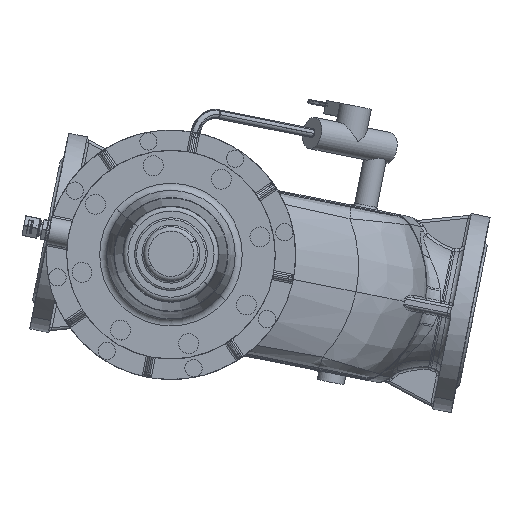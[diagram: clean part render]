
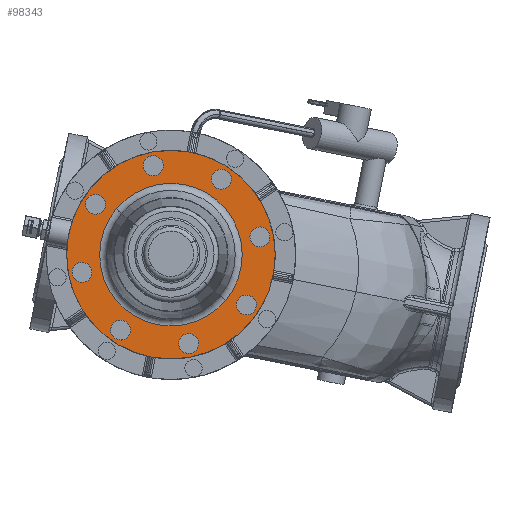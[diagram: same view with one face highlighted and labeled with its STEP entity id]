
A CAD part, top view. The second image highlights one B-rep face of the part: STEP entity #98343.
In plain terms, the highlighted planar face has unit normal (0, 0, 1).
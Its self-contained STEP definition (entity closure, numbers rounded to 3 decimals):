
#97883=CARTESIAN_POINT('Vertex',(100.922,-55.134,402.)) ;
#97886=CARTESIAN_POINT('Axis2P3D Location',(0.,0.,402.)) ;
#97890=CARTESIAN_POINT('Vertex',(-100.922,55.134,402.)) ;
#97911=CARTESIAN_POINT('Axis2P3D Location',(0.,0.,402.)) ;
#98172=CARTESIAN_POINT('Axis2P3D Location',(78.639,0.,402.)) ;
#98181=CARTESIAN_POINT('Axis2P3D Location',(92.388,38.268,402.)) ;
#98185=CARTESIAN_POINT('Vertex',(103.388,38.268,402.)) ;
#98187=CARTESIAN_POINT('Vertex',(81.388,38.268,402.)) ;
#98190=CARTESIAN_POINT('Axis2P3D Location',(92.388,38.268,402.)) ;
#98199=CARTESIAN_POINT('Axis2P3D Location',(0.,0.,402.)) ;
#98203=CARTESIAN_POINT('Vertex',(-69.012,37.701,402.)) ;
#98205=CARTESIAN_POINT('Vertex',(69.012,-37.701,402.)) ;
#98208=CARTESIAN_POINT('Axis2P3D Location',(0.,0.,402.)) ;
#98217=CARTESIAN_POINT('Axis2P3D Location',(92.388,-38.268,402.)) ;
#98221=CARTESIAN_POINT('Vertex',(84.61,-30.49,402.)) ;
#98223=CARTESIAN_POINT('Vertex',(100.166,-46.047,402.)) ;
#98226=CARTESIAN_POINT('Axis2P3D Location',(92.388,-38.268,402.)) ;
#98235=CARTESIAN_POINT('Axis2P3D Location',(38.268,-92.388,402.)) ;
#98239=CARTESIAN_POINT('Vertex',(38.268,-81.388,402.)) ;
#98241=CARTESIAN_POINT('Vertex',(38.268,-103.388,402.)) ;
#98244=CARTESIAN_POINT('Axis2P3D Location',(38.268,-92.388,402.)) ;
#98253=CARTESIAN_POINT('Axis2P3D Location',(-38.268,-92.388,402.)) ;
#98257=CARTESIAN_POINT('Vertex',(-30.49,-84.61,402.)) ;
#98259=CARTESIAN_POINT('Vertex',(-46.047,-100.166,402.)) ;
#98262=CARTESIAN_POINT('Axis2P3D Location',(-38.268,-92.388,402.)) ;
#98271=CARTESIAN_POINT('Axis2P3D Location',(-92.388,-38.268,402.)) ;
#98275=CARTESIAN_POINT('Vertex',(-81.388,-38.268,402.)) ;
#98277=CARTESIAN_POINT('Vertex',(-103.388,-38.268,402.)) ;
#98280=CARTESIAN_POINT('Axis2P3D Location',(-92.388,-38.268,402.)) ;
#98289=CARTESIAN_POINT('Axis2P3D Location',(-92.388,38.268,402.)) ;
#98293=CARTESIAN_POINT('Vertex',(-84.61,30.49,402.)) ;
#98295=CARTESIAN_POINT('Vertex',(-100.166,46.047,402.)) ;
#98298=CARTESIAN_POINT('Axis2P3D Location',(-92.388,38.268,402.)) ;
#98307=CARTESIAN_POINT('Axis2P3D Location',(-38.268,92.388,402.)) ;
#98311=CARTESIAN_POINT('Vertex',(-38.268,81.388,402.)) ;
#98313=CARTESIAN_POINT('Vertex',(-38.268,103.388,402.)) ;
#98316=CARTESIAN_POINT('Axis2P3D Location',(-38.268,92.388,402.)) ;
#98325=CARTESIAN_POINT('Axis2P3D Location',(38.268,92.388,402.)) ;
#98329=CARTESIAN_POINT('Vertex',(30.49,84.61,402.)) ;
#98331=CARTESIAN_POINT('Vertex',(46.047,100.166,402.)) ;
#98334=CARTESIAN_POINT('Axis2P3D Location',(38.268,92.388,402.)) ;
#97887=DIRECTION('Axis2P3D Direction',(0.,0.,-1.)) ;
#97912=DIRECTION('Axis2P3D Direction',(0.,0.,-1.)) ;
#98173=DIRECTION('Axis2P3D Direction',(-0.,-0.,-1.)) ;
#98174=DIRECTION('Axis2P3D XDirection',(0.,-1.,0.)) ;
#98182=DIRECTION('Axis2P3D Direction',(-0.,-0.,-1.)) ;
#98191=DIRECTION('Axis2P3D Direction',(-0.,-0.,-1.)) ;
#98200=DIRECTION('Axis2P3D Direction',(-0.,-0.,-1.)) ;
#98209=DIRECTION('Axis2P3D Direction',(-0.,-0.,-1.)) ;
#98218=DIRECTION('Axis2P3D Direction',(-0.,-0.,-1.)) ;
#98227=DIRECTION('Axis2P3D Direction',(-0.,-0.,-1.)) ;
#98236=DIRECTION('Axis2P3D Direction',(-0.,-0.,-1.)) ;
#98245=DIRECTION('Axis2P3D Direction',(-0.,-0.,-1.)) ;
#98254=DIRECTION('Axis2P3D Direction',(-0.,-0.,-1.)) ;
#98263=DIRECTION('Axis2P3D Direction',(-0.,-0.,-1.)) ;
#98272=DIRECTION('Axis2P3D Direction',(-0.,-0.,-1.)) ;
#98281=DIRECTION('Axis2P3D Direction',(-0.,-0.,-1.)) ;
#98290=DIRECTION('Axis2P3D Direction',(-0.,-0.,-1.)) ;
#98299=DIRECTION('Axis2P3D Direction',(-0.,-0.,-1.)) ;
#98308=DIRECTION('Axis2P3D Direction',(-0.,-0.,-1.)) ;
#98317=DIRECTION('Axis2P3D Direction',(-0.,-0.,-1.)) ;
#98326=DIRECTION('Axis2P3D Direction',(-0.,-0.,-1.)) ;
#98335=DIRECTION('Axis2P3D Direction',(-0.,-0.,-1.)) ;
#97888=AXIS2_PLACEMENT_3D('Circle Axis2P3D',#97886,#97887,$) ;
#97913=AXIS2_PLACEMENT_3D('Circle Axis2P3D',#97911,#97912,$) ;
#98175=AXIS2_PLACEMENT_3D('Plane Axis2P3D',#98172,#98173,#98174) ;
#98183=AXIS2_PLACEMENT_3D('Circle Axis2P3D',#98181,#98182,$) ;
#98192=AXIS2_PLACEMENT_3D('Circle Axis2P3D',#98190,#98191,$) ;
#98201=AXIS2_PLACEMENT_3D('Circle Axis2P3D',#98199,#98200,$) ;
#98210=AXIS2_PLACEMENT_3D('Circle Axis2P3D',#98208,#98209,$) ;
#98219=AXIS2_PLACEMENT_3D('Circle Axis2P3D',#98217,#98218,$) ;
#98228=AXIS2_PLACEMENT_3D('Circle Axis2P3D',#98226,#98227,$) ;
#98237=AXIS2_PLACEMENT_3D('Circle Axis2P3D',#98235,#98236,$) ;
#98246=AXIS2_PLACEMENT_3D('Circle Axis2P3D',#98244,#98245,$) ;
#98255=AXIS2_PLACEMENT_3D('Circle Axis2P3D',#98253,#98254,$) ;
#98264=AXIS2_PLACEMENT_3D('Circle Axis2P3D',#98262,#98263,$) ;
#98273=AXIS2_PLACEMENT_3D('Circle Axis2P3D',#98271,#98272,$) ;
#98282=AXIS2_PLACEMENT_3D('Circle Axis2P3D',#98280,#98281,$) ;
#98291=AXIS2_PLACEMENT_3D('Circle Axis2P3D',#98289,#98290,$) ;
#98300=AXIS2_PLACEMENT_3D('Circle Axis2P3D',#98298,#98299,$) ;
#98309=AXIS2_PLACEMENT_3D('Circle Axis2P3D',#98307,#98308,$) ;
#98318=AXIS2_PLACEMENT_3D('Circle Axis2P3D',#98316,#98317,$) ;
#98327=AXIS2_PLACEMENT_3D('Circle Axis2P3D',#98325,#98326,$) ;
#98336=AXIS2_PLACEMENT_3D('Circle Axis2P3D',#98334,#98335,$) ;
#98178=ORIENTED_EDGE('',*,*,#97892,.F.) ;
#98179=ORIENTED_EDGE('',*,*,#97915,.F.) ;
#98196=ORIENTED_EDGE('',*,*,#98189,.T.) ;
#98197=ORIENTED_EDGE('',*,*,#98194,.T.) ;
#98214=ORIENTED_EDGE('',*,*,#98207,.T.) ;
#98215=ORIENTED_EDGE('',*,*,#98212,.T.) ;
#98232=ORIENTED_EDGE('',*,*,#98225,.T.) ;
#98233=ORIENTED_EDGE('',*,*,#98230,.T.) ;
#98250=ORIENTED_EDGE('',*,*,#98243,.T.) ;
#98251=ORIENTED_EDGE('',*,*,#98248,.T.) ;
#98268=ORIENTED_EDGE('',*,*,#98261,.T.) ;
#98269=ORIENTED_EDGE('',*,*,#98266,.T.) ;
#98286=ORIENTED_EDGE('',*,*,#98279,.T.) ;
#98287=ORIENTED_EDGE('',*,*,#98284,.T.) ;
#98304=ORIENTED_EDGE('',*,*,#98297,.T.) ;
#98305=ORIENTED_EDGE('',*,*,#98302,.T.) ;
#98322=ORIENTED_EDGE('',*,*,#98315,.T.) ;
#98323=ORIENTED_EDGE('',*,*,#98320,.T.) ;
#98340=ORIENTED_EDGE('',*,*,#98333,.T.) ;
#98341=ORIENTED_EDGE('',*,*,#98338,.T.) ;
#98198=FACE_BOUND('',#98195,.T.) ;
#98216=FACE_BOUND('',#98213,.T.) ;
#98234=FACE_BOUND('',#98231,.T.) ;
#98252=FACE_BOUND('',#98249,.T.) ;
#98270=FACE_BOUND('',#98267,.T.) ;
#98288=FACE_BOUND('',#98285,.T.) ;
#98306=FACE_BOUND('',#98303,.T.) ;
#98324=FACE_BOUND('',#98321,.T.) ;
#98342=FACE_BOUND('',#98339,.T.) ;
#98343=ADVANCED_FACE('Brep With Voids',(#98180,#98198,#98216,#98234,#98252,#98270,#98288,#98306,#98324,#98342),#98176,.F.) ;
#97889=CIRCLE('generated circle',#97888,115.) ;
#97914=CIRCLE('generated circle',#97913,115.) ;
#98184=CIRCLE('generated circle',#98183,11.) ;
#98193=CIRCLE('generated circle',#98192,11.) ;
#98202=CIRCLE('generated circle',#98201,78.639) ;
#98211=CIRCLE('generated circle',#98210,78.639) ;
#98220=CIRCLE('generated circle',#98219,11.) ;
#98229=CIRCLE('generated circle',#98228,11.) ;
#98238=CIRCLE('generated circle',#98237,11.) ;
#98247=CIRCLE('generated circle',#98246,11.) ;
#98256=CIRCLE('generated circle',#98255,11.) ;
#98265=CIRCLE('generated circle',#98264,11.) ;
#98274=CIRCLE('generated circle',#98273,11.) ;
#98283=CIRCLE('generated circle',#98282,11.) ;
#98292=CIRCLE('generated circle',#98291,11.) ;
#98301=CIRCLE('generated circle',#98300,11.) ;
#98310=CIRCLE('generated circle',#98309,11.) ;
#98319=CIRCLE('generated circle',#98318,11.) ;
#98328=CIRCLE('generated circle',#98327,11.) ;
#98337=CIRCLE('generated circle',#98336,11.) ;
#97892=EDGE_CURVE('',#97884,#97891,#97889,.T.) ;
#97915=EDGE_CURVE('',#97891,#97884,#97914,.T.) ;
#98189=EDGE_CURVE('',#98186,#98188,#98184,.T.) ;
#98194=EDGE_CURVE('',#98188,#98186,#98193,.T.) ;
#98207=EDGE_CURVE('',#98204,#98206,#98202,.T.) ;
#98212=EDGE_CURVE('',#98206,#98204,#98211,.T.) ;
#98225=EDGE_CURVE('',#98222,#98224,#98220,.T.) ;
#98230=EDGE_CURVE('',#98224,#98222,#98229,.T.) ;
#98243=EDGE_CURVE('',#98240,#98242,#98238,.T.) ;
#98248=EDGE_CURVE('',#98242,#98240,#98247,.T.) ;
#98261=EDGE_CURVE('',#98258,#98260,#98256,.T.) ;
#98266=EDGE_CURVE('',#98260,#98258,#98265,.T.) ;
#98279=EDGE_CURVE('',#98276,#98278,#98274,.T.) ;
#98284=EDGE_CURVE('',#98278,#98276,#98283,.T.) ;
#98297=EDGE_CURVE('',#98294,#98296,#98292,.T.) ;
#98302=EDGE_CURVE('',#98296,#98294,#98301,.T.) ;
#98315=EDGE_CURVE('',#98312,#98314,#98310,.T.) ;
#98320=EDGE_CURVE('',#98314,#98312,#98319,.T.) ;
#98333=EDGE_CURVE('',#98330,#98332,#98328,.T.) ;
#98338=EDGE_CURVE('',#98332,#98330,#98337,.T.) ;
#98177=EDGE_LOOP('',(#98178,#98179)) ;
#98195=EDGE_LOOP('',(#98196,#98197)) ;
#98213=EDGE_LOOP('',(#98214,#98215)) ;
#98231=EDGE_LOOP('',(#98232,#98233)) ;
#98249=EDGE_LOOP('',(#98250,#98251)) ;
#98267=EDGE_LOOP('',(#98268,#98269)) ;
#98285=EDGE_LOOP('',(#98286,#98287)) ;
#98303=EDGE_LOOP('',(#98304,#98305)) ;
#98321=EDGE_LOOP('',(#98322,#98323)) ;
#98339=EDGE_LOOP('',(#98340,#98341)) ;
#98180=FACE_OUTER_BOUND('',#98177,.T.) ;
#98176=PLANE('Plane',#98175) ;
#97884=VERTEX_POINT('',#97883) ;
#97891=VERTEX_POINT('',#97890) ;
#98186=VERTEX_POINT('',#98185) ;
#98188=VERTEX_POINT('',#98187) ;
#98204=VERTEX_POINT('',#98203) ;
#98206=VERTEX_POINT('',#98205) ;
#98222=VERTEX_POINT('',#98221) ;
#98224=VERTEX_POINT('',#98223) ;
#98240=VERTEX_POINT('',#98239) ;
#98242=VERTEX_POINT('',#98241) ;
#98258=VERTEX_POINT('',#98257) ;
#98260=VERTEX_POINT('',#98259) ;
#98276=VERTEX_POINT('',#98275) ;
#98278=VERTEX_POINT('',#98277) ;
#98294=VERTEX_POINT('',#98293) ;
#98296=VERTEX_POINT('',#98295) ;
#98312=VERTEX_POINT('',#98311) ;
#98314=VERTEX_POINT('',#98313) ;
#98330=VERTEX_POINT('',#98329) ;
#98332=VERTEX_POINT('',#98331) ;
